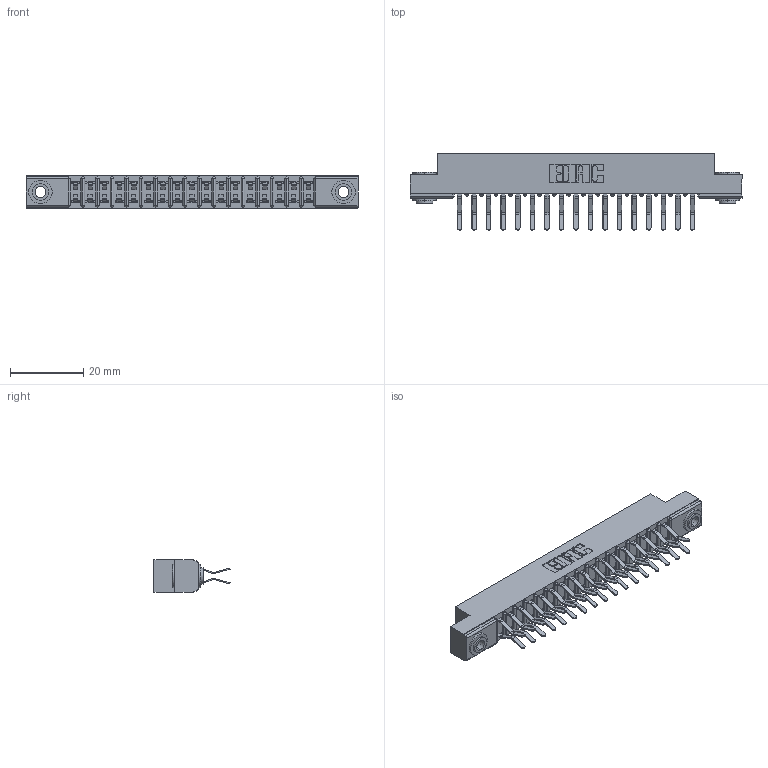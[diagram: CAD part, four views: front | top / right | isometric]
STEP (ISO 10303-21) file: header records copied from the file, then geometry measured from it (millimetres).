
FILE_DESCRIPTION (( 'STEP AP203' ), '1' );
FILE_NAME ('307-034-460-203.STEP', '2020-09-29T16:39:15', ( '' ), ( '' ), 'SwSTEP 2.0', 'SolidWorks 2020', '' );
FILE_SCHEMA (( 'CONFIG_CONTROL_DESIGN' ));
Length unit declared in the file: inch
Products named in the file (4): 307 Part_.156 Dia Mounting Holes; 345-250-002_345-250-002-102; 307-034-460-203; 307-290-001_560
Assembly tree (37 placements, depth 2):
  307-034-460-203
    307 Part_.156 Dia Mounting Holes
    307-290-001_560  x34
    345-250-002_345-250-002-102  x2
Bounding box: 90.37 x 20.73 x 8.71 mm (x, y, z)
Volume: 5955.6 mm3; surface area: 10763 mm2
Topology: 37 solids, 37 shells, 1888 faces, 5263 edges, 3410 vertices
Faces by surface type: plane 1216, cylinder 628, sphere 36, cone 8
Entity records: 19369 total; most frequent: CARTESIAN_POINT 3158, DIRECTION 3119, ORIENTED_EDGE 3118, EDGE_CURVE 1559, LINE 1177, VECTOR 1177, VERTEX_POINT 1010, AXIS2_PLACEMENT_3D 971
